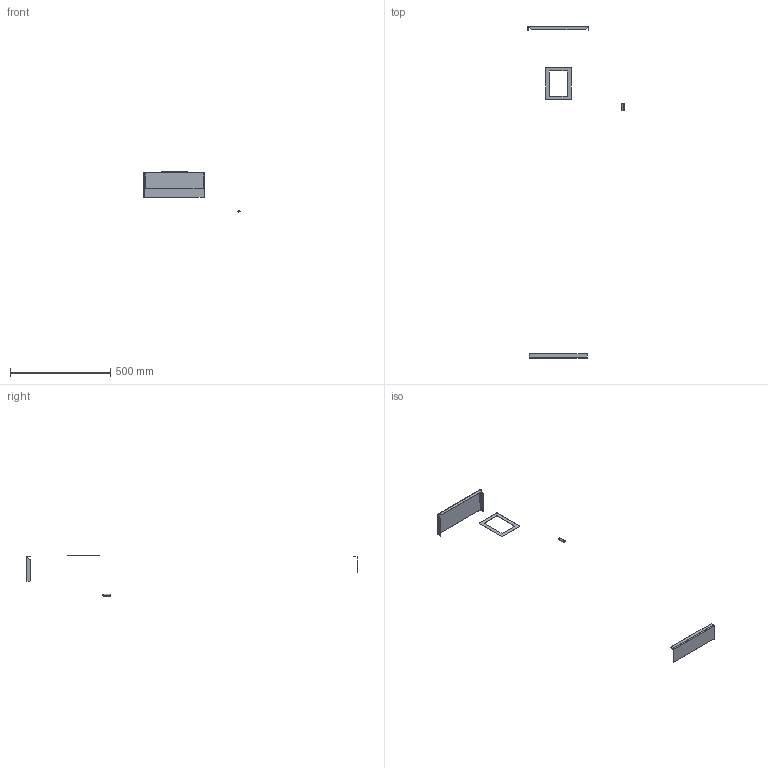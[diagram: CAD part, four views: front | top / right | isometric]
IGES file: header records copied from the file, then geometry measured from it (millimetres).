
Start section: SolidWorks IGES file using analytic representation for surfaces
Global section: file name: Combomax ULTRA 70.IGS; native system: SolidWorks 2019; preprocessor: SolidWorks 2019; author: lucbi; date: 190919.143644; units: inch
Bounding box: 478.79 x 1651.75 x 201.54 mm (x, y, z)
Volume: 67494.5 mm3; surface area: 176282.3 mm2
Topology: 4 solids, 4 shells, 90 faces, 214 edges, 132 vertices
Faces by surface type: plane 52, revolution 34, bspline 4
